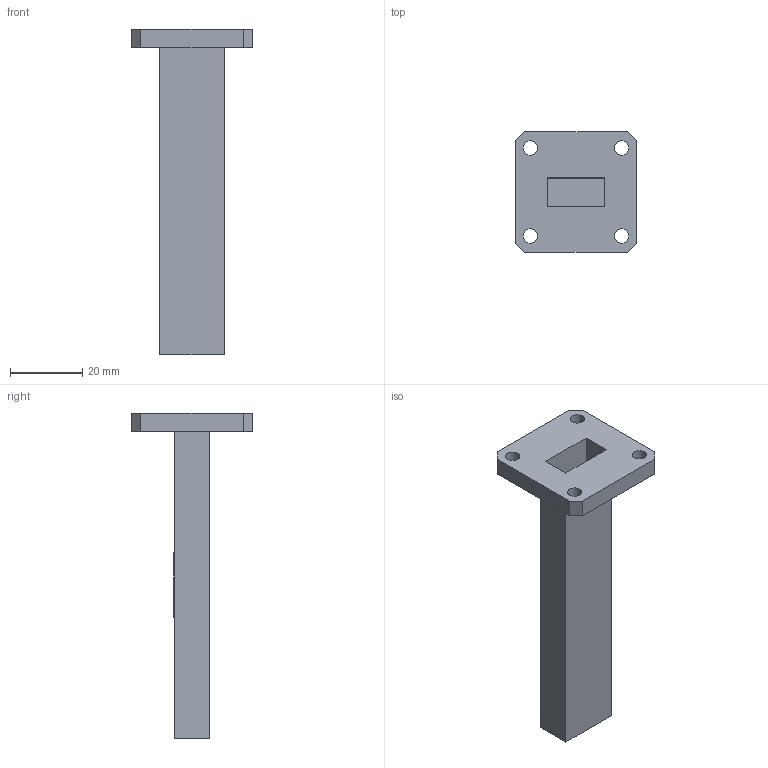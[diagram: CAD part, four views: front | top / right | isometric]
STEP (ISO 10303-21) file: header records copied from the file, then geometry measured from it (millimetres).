
FILE_DESCRIPTION (( 'STEP AP214' ), '1' );
FILE_NAME ('FMW62TR1001.step', '2021-06-04T19:00:58', ( '' ), ( '' ), 'SwSTEP 2.0', 'SolidWorks 2020', '' );
FILE_SCHEMA (( 'AUTOMOTIVE_DESIGN' ));
Length unit declared in the file: inch
Products named in the file (1): FMW62TR1001
Bounding box: 33.35 x 33.35 x 90 mm (x, y, z)
Volume: 9205.8 mm3; surface area: 11928 mm2
Topology: 1 solids, 1 shells, 33 faces, 84 edges, 56 vertices
Faces by surface type: plane 25, cylinder 8
Entity records: 1050 total; most frequent: CARTESIAN_POINT 174, DIRECTION 168, ORIENTED_EDGE 168, EDGE_CURVE 84, LINE 68, VECTOR 68, VERTEX_POINT 56, AXIS2_PLACEMENT_3D 50
